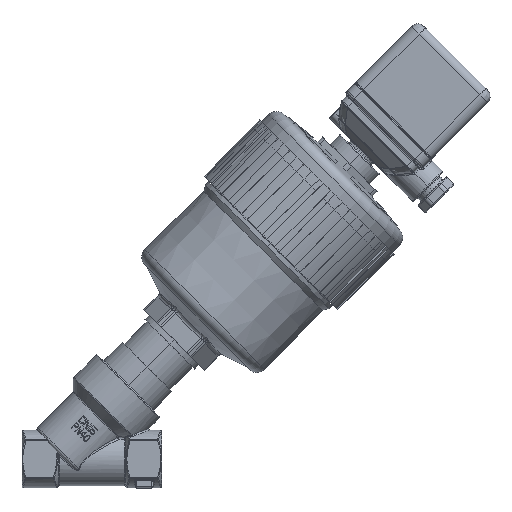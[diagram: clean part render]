
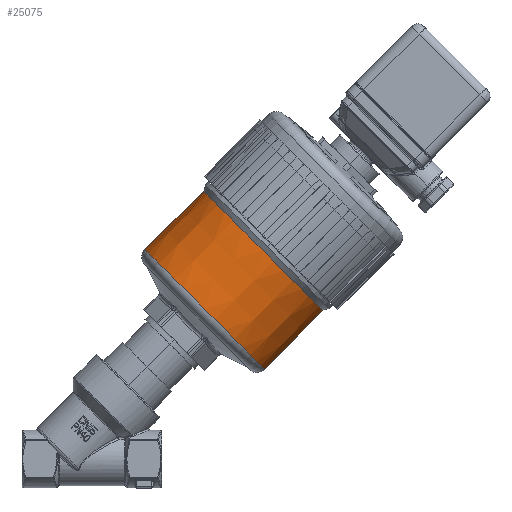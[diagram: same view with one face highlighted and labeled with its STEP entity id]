
A CAD part, top view. The second image highlights one B-rep face of the part: STEP entity #25075.
In plain terms, the highlighted conical face has half-angle 0.555 degrees and reference radius 39.304 mm.
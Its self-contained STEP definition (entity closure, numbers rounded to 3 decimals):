
#21427=DIRECTION('',(0.01,0.,1.));
#21428=VECTOR('',#21427,38.512);
#21429=CARTESIAN_POINT('',(39.118,0.,
-58.66));
#21430=LINE('',#21429,#21428);
#21465=DIRECTION('',(0.01,0.,-1.));
#21466=VECTOR('',#21465,38.512);
#21467=CARTESIAN_POINT('',(-39.491,0.,
-20.15));
#21468=LINE('',#21467,#21466);
#21626=CARTESIAN_POINT('',(0.,0.,-58.66));
#21627=DIRECTION('',(0.,0.,1.));
#21628=DIRECTION('',(-1.,0.,0.));
#21629=AXIS2_PLACEMENT_3D('',#21626,#21627,#21628);
#21639=CARTESIAN_POINT('',(0.,0.,-20.15));
#21640=DIRECTION('',(0.,0.,-1.));
#21641=DIRECTION('',(1.,0.,0.));
#21642=AXIS2_PLACEMENT_3D('',#21639,#21640,#21641);
#22700=CARTESIAN_POINT('',(39.491,0.,-20.15));
#22701=CARTESIAN_POINT('',(-39.491,0.,
-20.15));
#22702=VERTEX_POINT('',#22700);
#22703=VERTEX_POINT('',#22701);
#22708=CARTESIAN_POINT('',(-39.118,0.,
-58.66));
#22709=CARTESIAN_POINT('',(39.118,0.,
-58.66));
#22710=VERTEX_POINT('',#22708);
#22711=VERTEX_POINT('',#22709);
#25063=CARTESIAN_POINT('',(0.,0.,-39.405));
#25064=DIRECTION('',(0.,0.,1.));
#25065=DIRECTION('',(-1.,0.,0.));
#25066=AXIS2_PLACEMENT_3D('',#25063,#25064,#25065);
#25067=CONICAL_SURFACE('',#25066,39.304,0.555);
#25068=ORIENTED_EDGE('',*,*,#25030,.F.);
#25069=ORIENTED_EDGE('',*,*,#24753,.F.);
#25071=ORIENTED_EDGE('',*,*,#25070,.F.);
#25072=ORIENTED_EDGE('',*,*,#24741,.F.);
#25073=EDGE_LOOP('',(#25068,#25069,#25071,#25072));
#25074=FACE_OUTER_BOUND('',#25073,.F.);
#25075=ADVANCED_FACE('',(#25074),#25067,.T.);
#21630=CIRCLE('',#21629,39.118);
#21643=CIRCLE('',#21642,39.491);
#24741=EDGE_CURVE('',#22711,#22702,#21430,.T.);
#24753=EDGE_CURVE('',#22703,#22710,#21468,.T.);
#25030=EDGE_CURVE('',#22710,#22711,#21630,.T.);
#25070=EDGE_CURVE('',#22702,#22703,#21643,.T.);
